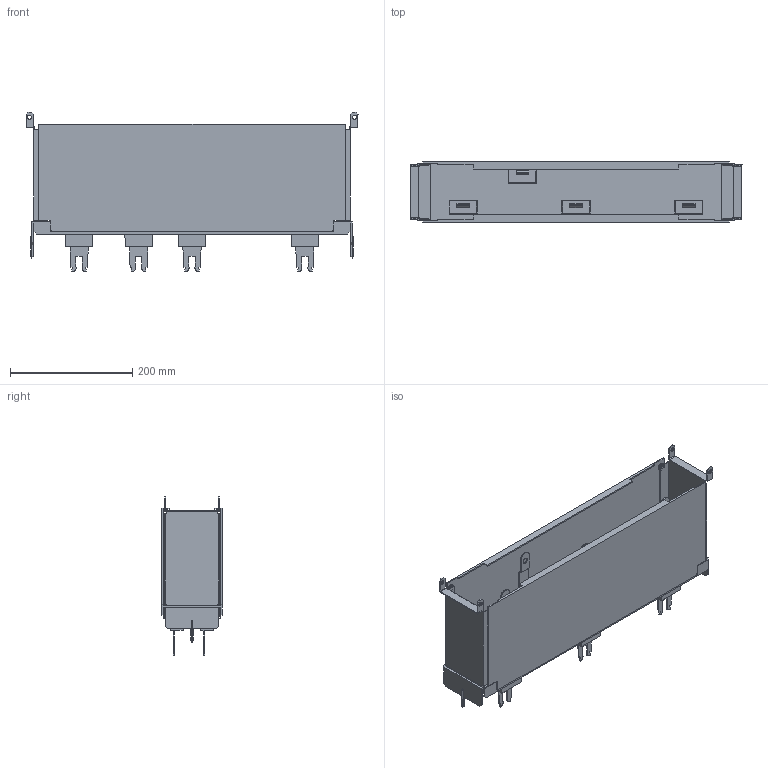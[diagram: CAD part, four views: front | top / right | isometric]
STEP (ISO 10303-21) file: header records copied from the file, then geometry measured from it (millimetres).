
FILE_DESCRIPTION((''),'2;1');
FILE_NAME('59_1SEP102208R0001_LAST','2023-08-17T13:34:34',('20724'),(''),'CREO PARAMETRIC BY PTC INC, 2016390','CREO PARAMETRIC BY PTC INC, 2016390','');
FILE_SCHEMA(('AUTOMOTIVE_DESIGN { 1 0 10303 214 1 1 1 1 }'));
Length unit declared in the file: inch
Products named in the file (1): 59_1SEP102208R0001_LAST
Bounding box: 544 x 99 x 261.1 mm (x, y, z)
Surface area: 698651.5 mm2 (no closed solid volume)
Topology: 0 solids, 13 shells, 506 faces, 1389 edges, 925 vertices
Faces by surface type: plane 390, cylinder 68, cone 24, bspline 16, extrusion 8
Entity records: 20575 total; most frequent: CARTESIAN_POINT 3977, ORIENTED_EDGE 2778, DIRECTION 2456, EDGE_CURVE 1389, VECTOR 1116, LINE 1108, VERTEX_POINT 925, AXIS2_PLACEMENT_3D 670
